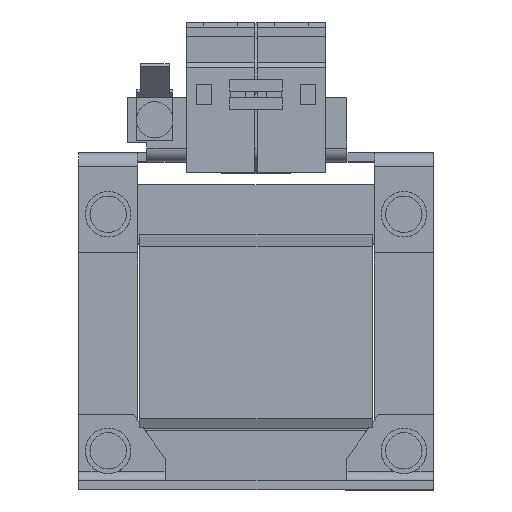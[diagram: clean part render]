
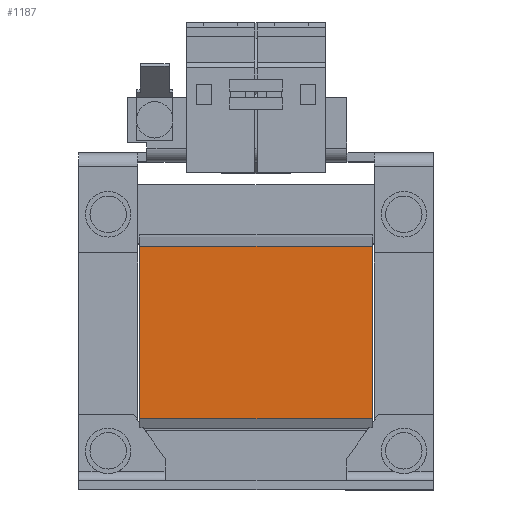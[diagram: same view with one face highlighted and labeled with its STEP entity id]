
A CAD part, top view. The second image highlights one B-rep face of the part: STEP entity #1187.
In plain terms, the highlighted planar face has unit normal (0, 0, 1).
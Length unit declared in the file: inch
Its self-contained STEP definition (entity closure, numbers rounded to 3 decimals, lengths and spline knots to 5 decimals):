
#27 = CARTESIAN_POINT ( 'NONE',  ( 1.00394, 0.74803, 1.15945 ) ) ;
#101 = VERTEX_POINT ( 'NONE', #7224 ) ;
#564 = LINE ( 'NONE', #8074, #834 ) ;
#775 = PLANE ( 'NONE',  #8731 ) ;
#834 = VECTOR ( 'NONE', #4497, 39.37008 ) ;
#1124 = CARTESIAN_POINT ( 'NONE',  ( 1.00394, 0., 1.15945 ) ) ;
#1187 = ADVANCED_FACE ( 'NONE', ( #3591 ), #775, .F. ) ;
#1553 = CARTESIAN_POINT ( 'NONE',  ( 1.00394, -0.74803, 1.15945 ) ) ;
#1966 = LINE ( 'NONE', #2024, #4802 ) ;
#2024 = CARTESIAN_POINT ( 'NONE',  ( 1.00394, -0.74803, 1.15945 ) ) ;
#2306 = DIRECTION ( 'NONE',  ( 0., -1., 0. ) ) ;
#3444 = EDGE_CURVE ( 'NONE', #101, #5709, #8003, .T. ) ;
#3591 = FACE_OUTER_BOUND ( 'NONE', #9317, .T. ) ;
#4427 = CARTESIAN_POINT ( 'NONE',  ( -1.00394, 0., 1.15945 ) ) ;
#4497 = DIRECTION ( 'NONE',  ( 1., 0., 0. ) ) ;
#4733 = ORIENTED_EDGE ( 'NONE', *, *, #3444, .T. ) ;
#4802 = VECTOR ( 'NONE', #10475, 39.37008 ) ;
#5661 = DIRECTION ( 'NONE',  ( 0., 0., -1. ) ) ;
#5709 = VERTEX_POINT ( 'NONE', #7081 ) ;
#6086 = VECTOR ( 'NONE', #6766, 39.37008 ) ;
#6673 = EDGE_CURVE ( 'NONE', #5709, #9989, #1966, .T. ) ;
#6724 = DIRECTION ( 'NONE',  ( 0., 1., 0. ) ) ;
#6766 = DIRECTION ( 'NONE',  ( 0., -1., 0. ) ) ;
#7081 = CARTESIAN_POINT ( 'NONE',  ( -1.00394, -0.74803, 1.15945 ) ) ;
#7224 = CARTESIAN_POINT ( 'NONE',  ( -1.00394, 0.74803, 1.15945 ) ) ;
#7297 = EDGE_CURVE ( 'NONE', #101, #9493, #564, .T. ) ;
#8003 = LINE ( 'NONE', #4427, #11184 ) ;
#8074 = CARTESIAN_POINT ( 'NONE',  ( 1.00394, 0.74803, 1.15945 ) ) ;
#8537 = CARTESIAN_POINT ( 'NONE',  ( 1.00394, 0.74803, 1.15945 ) ) ;
#8627 = ORIENTED_EDGE ( 'NONE', *, *, #11258, .F. ) ;
#8731 = AXIS2_PLACEMENT_3D ( 'NONE', #8537, #5661, #6724 ) ;
#9317 = EDGE_LOOP ( 'NONE', ( #10545, #8627, #10285, #4733 ) ) ;
#9493 = VERTEX_POINT ( 'NONE', #27 ) ;
#9989 = VERTEX_POINT ( 'NONE', #1553 ) ;
#10285 = ORIENTED_EDGE ( 'NONE', *, *, #7297, .F. ) ;
#10475 = DIRECTION ( 'NONE',  ( 1., 0., 0. ) ) ;
#10545 = ORIENTED_EDGE ( 'NONE', *, *, #6673, .T. ) ;
#11184 = VECTOR ( 'NONE', #2306, 39.37008 ) ;
#11258 = EDGE_CURVE ( 'NONE', #9493, #9989, #11710, .T. ) ;
#11710 = LINE ( 'NONE', #1124, #6086 ) ;
